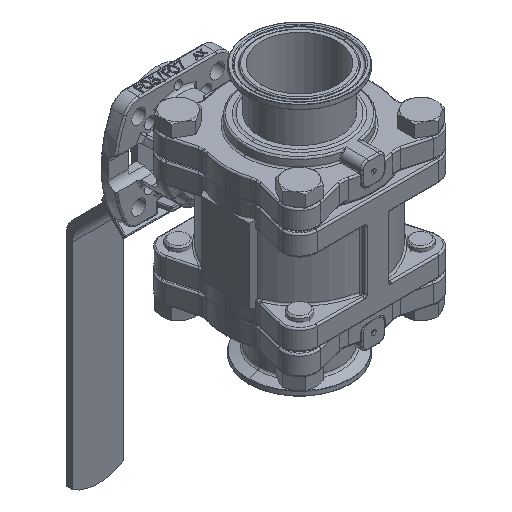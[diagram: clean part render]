
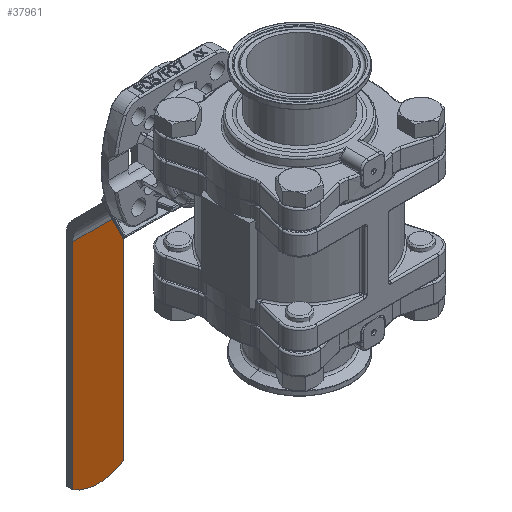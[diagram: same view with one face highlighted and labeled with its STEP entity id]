
A CAD part, isometric view. The second image highlights one B-rep face of the part: STEP entity #37961.
In plain terms, the highlighted planar face has unit normal (0, -1, 0).
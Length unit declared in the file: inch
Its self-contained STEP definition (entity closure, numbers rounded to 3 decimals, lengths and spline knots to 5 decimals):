
#545 = CIRCLE ( 'NONE', #20648, 1.1811 ) ;
#2490 = VERTEX_POINT ( 'NONE', #59066 ) ;
#5895 = CARTESIAN_POINT ( 'NONE',  ( 0.62992, 4.98819, -2.88241 ) ) ;
#9259 = ORIENTED_EDGE ( 'NONE', *, *, #67623, .F. ) ;
#10271 = LINE ( 'NONE', #70190, #37957 ) ;
#16124 = DIRECTION ( 'NONE',  ( 0., 0., -1. ) ) ;
#18402 = CARTESIAN_POINT ( 'NONE',  ( 0.62992, 4.98819, -8.20383 ) ) ;
#20301 = LINE ( 'NONE', #27710, #32377 ) ;
#20648 = AXIS2_PLACEMENT_3D ( 'NONE', #37287, #32230, #43384 ) ;
#21005 = DIRECTION ( 'NONE',  ( 0., 0., -1. ) ) ;
#21236 = EDGE_CURVE ( 'NONE', #30083, #2490, #20301, .T. ) ;
#22282 = EDGE_CURVE ( 'NONE', #35689, #2490, #545, .T. ) ;
#24517 = CARTESIAN_POINT ( 'NONE',  ( 0.62992, 4.98819, -2.88241 ) ) ;
#27710 = CARTESIAN_POINT ( 'NONE',  ( -0.62992, 4.98819, -8.38583 ) ) ;
#28264 = EDGE_LOOP ( 'NONE', ( #53846, #9259, #36695, #48872 ) ) ;
#29784 = VECTOR ( 'NONE', #49925, 39.37008 ) ;
#30083 = VERTEX_POINT ( 'NONE', #61746 ) ;
#32230 = DIRECTION ( 'NONE',  ( 0., 1., 0. ) ) ;
#32377 = VECTOR ( 'NONE', #16124, 39.37008 ) ;
#35689 = VERTEX_POINT ( 'NONE', #18402 ) ;
#36695 = ORIENTED_EDGE ( 'NONE', *, *, #43282, .T. ) ;
#37287 = CARTESIAN_POINT ( 'NONE',  ( 0., 4.98819, -7.20472 ) ) ;
#37957 = VECTOR ( 'NONE', #21005, 39.37008 ) ;
#37961 = ADVANCED_FACE ( 'NONE', ( #64139 ), #69596, .F. ) ;
#43282 = EDGE_CURVE ( 'NONE', #64289, #30083, #61057, .T. ) ;
#43384 = DIRECTION ( 'NONE',  ( 0., 0., 1. ) ) ;
#47081 = DIRECTION ( 'NONE',  ( 0., 1., 0. ) ) ;
#47822 = DIRECTION ( 'NONE',  ( 0., 0., -1. ) ) ;
#48872 = ORIENTED_EDGE ( 'NONE', *, *, #21236, .T. ) ;
#49925 = DIRECTION ( 'NONE',  ( -1., 0., 0. ) ) ;
#52342 = CARTESIAN_POINT ( 'NONE',  ( 0.62992, 4.98819, -8.38583 ) ) ;
#53846 = ORIENTED_EDGE ( 'NONE', *, *, #22282, .F. ) ;
#59066 = CARTESIAN_POINT ( 'NONE',  ( -0.62992, 4.98819, -8.20383 ) ) ;
#59897 = AXIS2_PLACEMENT_3D ( 'NONE', #52342, #47081, #47822 ) ;
#61057 = LINE ( 'NONE', #5895, #29784 ) ;
#61746 = CARTESIAN_POINT ( 'NONE',  ( -0.62992, 4.98819, -2.88241 ) ) ;
#64139 = FACE_OUTER_BOUND ( 'NONE', #28264, .T. ) ;
#64289 = VERTEX_POINT ( 'NONE', #24517 ) ;
#67623 = EDGE_CURVE ( 'NONE', #64289, #35689, #10271, .T. ) ;
#69596 = PLANE ( 'NONE',  #59897 ) ;
#70190 = CARTESIAN_POINT ( 'NONE',  ( 0.62992, 4.98819, -8.38583 ) ) ;
